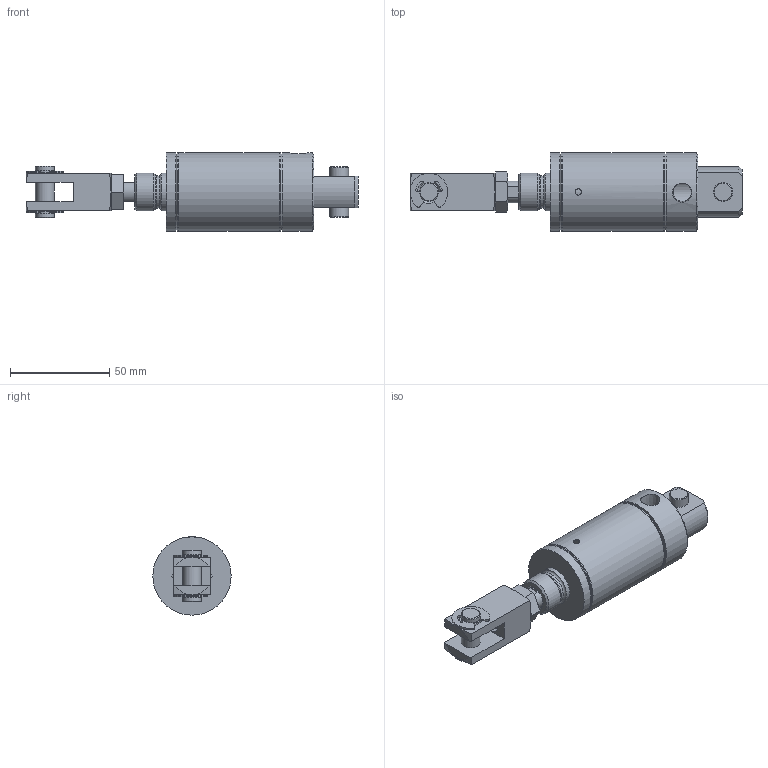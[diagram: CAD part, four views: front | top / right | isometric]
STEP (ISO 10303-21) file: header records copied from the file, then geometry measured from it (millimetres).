
FILE_DESCRIPTION( ( 'STEP AP203' ), '1' );
FILE_NAME( '170_5-P_F_D-231-1__2_03.stp', ' ', ( ' ' ), ( ' ' ), 'PSStep 15.0.47', 'PARTsolutions', ' ' );
FILE_SCHEMA( ( 'CONFIG_CONTROL_DESIGN' ) );
Length unit declared in the file: inch
Products named in the file (12): 170.5-P(F,D-231-1); _170.5-PC(F,D-231-1)0000_0_dummy; _17000-0_rod_guide; _17-2.0432C; _17P0000_rear_head; _D-358; _C-170.5-P0_rod; _D-231-1-dummy; _D-14053; _D-8383; _D-5867; _D-154
Assembly tree (12 placements, depth 2):
  170.5-P(F,D-231-1)
    _170.5-PC(F,D-231-1)0000_0_dummy
    _17000-0_rod_guide
    _17-2.0432C
    _17P0000_rear_head
    _D-358
    _C-170.5-P0_rod
    _D-231-1-dummy
    _D-14053
    _D-8383
    _D-5867  x2
    _D-154
Bounding box: 167.46 x 39.54 x 39.54 mm (x, y, z)
Volume: 94059.3 mm3; surface area: 44610.9 mm2
Topology: 10 solids, 10 shells, 206 faces, 457 edges, 285 vertices
Faces by surface type: cylinder 74, plane 69, cone 47, torus 8, bspline 8
Full cylindrical faces by diameter (mm): 3.175 x1, 7.734 x2, 9.246 x1, 9.449 x2, 9.525 x1, 9.563 x3, 9.588 x1, 9.738 x2, 9.921 x1, 11.1 x1, 11.112 x1, 11.227 x1, 13.513 x1, 16.599 x1, 18.986 x1, 19.05 x1, 20.625 x1, 24.613 x1, 36.36 x4, 38.291 x1, 38.392 x3, 39.535 x5
Entity records: 5246 total; most frequent: CARTESIAN_POINT 1317, DIRECTION 784, ORIENTED_EDGE 594, AXIS2_PLACEMENT_3D 354, EDGE_CURVE 297, EDGE_LOOP 288, VERTEX_POINT 226, FACE_OUTER_BOUND 224
